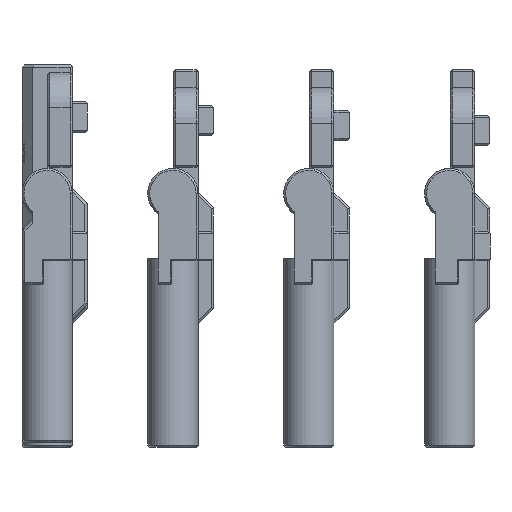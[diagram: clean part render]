
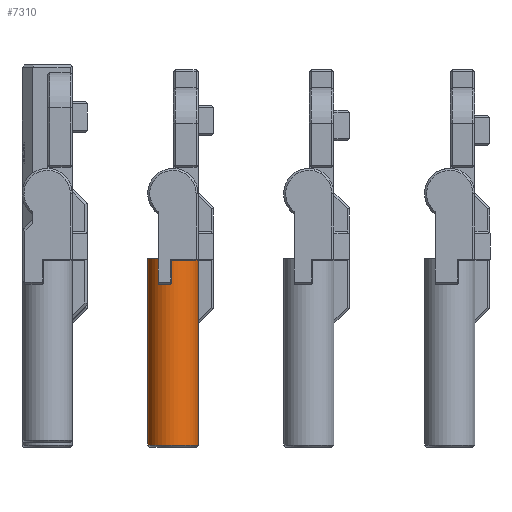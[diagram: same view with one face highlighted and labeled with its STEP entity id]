
A CAD part, left-side view. The second image highlights one B-rep face of the part: STEP entity #7310.
In plain terms, the highlighted cylindrical face has radius 5 mm (diameter 10 mm), a partial arc.
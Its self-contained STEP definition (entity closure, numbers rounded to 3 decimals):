
#151=CYLINDRICAL_SURFACE('',#8047,5.);
#406=CIRCLE('',#8033,5.);
#409=CIRCLE('',#8046,5.);
#971=FACE_OUTER_BOUND('',#1473,.T.);
#1473=EDGE_LOOP('',(#6389,#6390,#6391,#6392));
#2132=LINE('',#12186,#2868);
#2178=LINE('',#12318,#2914);
#2868=VECTOR('',#9783,10.);
#2914=VECTOR('',#9919,1000.);
#3498=VERTEX_POINT('',#12182);
#3500=VERTEX_POINT('',#12185);
#3529=VERTEX_POINT('',#12271);
#3541=VERTEX_POINT('',#12316);
#4422=EDGE_CURVE('',#3500,#3498,#2132,.T.);
#4487=EDGE_CURVE('',#3529,#3541,#2178,.T.);
#4489=EDGE_CURVE('',#3529,#3498,#406,.T.);
#4501=EDGE_CURVE('',#3541,#3500,#409,.T.);
#6389=ORIENTED_EDGE('',*,*,#4489,.F.);
#6390=ORIENTED_EDGE('',*,*,#4487,.T.);
#6391=ORIENTED_EDGE('',*,*,#4501,.T.);
#6392=ORIENTED_EDGE('',*,*,#4422,.T.);
#7310=ADVANCED_FACE('',(#971),#151,.T.);
#8033=AXIS2_PLACEMENT_3D('',#12322,#9924,#9925);
#8046=AXIS2_PLACEMENT_3D('',#12345,#9958,#9959);
#8047=AXIS2_PLACEMENT_3D('',#12346,#9960,#9961);
#9783=DIRECTION('',(1.,0.,0.));
#9919=DIRECTION('',(-1.,0.,0.));
#9924=DIRECTION('center_axis',(1.,0.,0.));
#9925=DIRECTION('ref_axis',(0.,1.,0.));
#9958=DIRECTION('center_axis',(1.,0.,0.));
#9959=DIRECTION('ref_axis',(0.,-1.,0.));
#9960=DIRECTION('center_axis',(1.,0.,0.));
#9961=DIRECTION('ref_axis',(0.,0.714,-0.7));
#12182=CARTESIAN_POINT('',(-33.9,704.9,-15.001));
#12185=CARTESIAN_POINT('',(-70.95,704.9,-15.001));
#12186=CARTESIAN_POINT('',(-94.5,704.9,-15.001));
#12271=CARTESIAN_POINT('',(-33.9,700.,-20.));
#12316=CARTESIAN_POINT('',(-70.95,700.,-20.));
#12318=CARTESIAN_POINT('',(-47.5,700.,-20.));
#12322=CARTESIAN_POINT('Origin',(-33.9,705.,-20.));
#12345=CARTESIAN_POINT('Origin',(-70.95,705.,-20.));
#12346=CARTESIAN_POINT('Origin',(-94.5,705.,-20.));
